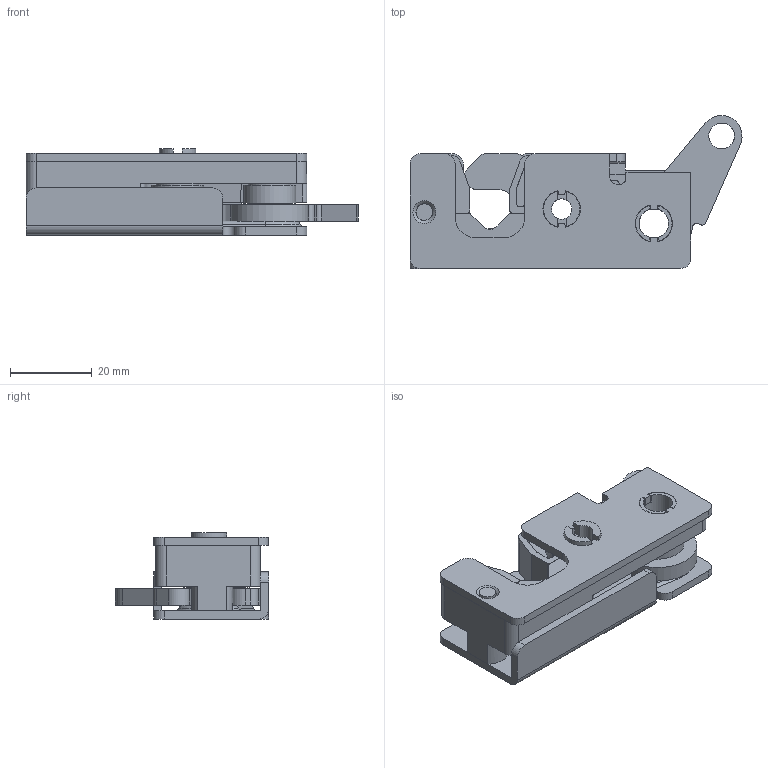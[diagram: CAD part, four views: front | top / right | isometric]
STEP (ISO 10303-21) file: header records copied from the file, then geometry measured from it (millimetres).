
FILE_DESCRIPTION(('STEP AP203'),'1');
FILE_NAME('2800.2.2.1.1.001.step','2019-09-23T12:09:04',(' '),(' '),'Spatial InterOp 3D',' ',' ');
FILE_SCHEMA(('CONFIG_CONTROL_DESIGN'));
Length unit declared in the file: millimetre
Products named in the file (9): 1; 2; 3; 4; 5; 6; 7; 8; 9
Bounding box: 81.01 x 37.35 x 21 mm (x, y, z)
Volume: 21198.8 mm3; surface area: 21130.8 mm2
Topology: 9 solids, 9 shells, 371 faces, 1006 edges, 666 vertices
Faces by surface type: plane 200, cylinder 132, cone 31, torus 8
Full cylindrical faces by diameter (mm): 4 x3, 4.2 x1, 5 x2, 5.2 x1, 6.3 x1, 7.2 x1, 8.9 x2, 9.1 x2, 10.5 x4, 10.8 x2, 10.9 x2, 12.7 x2
Entity records: 12026 total; most frequent: DIRECTION 2075, CARTESIAN_POINT 2036, ORIENTED_EDGE 1946, EDGE_CURVE 973, AXIS2_PLACEMENT_3D 726, VERTEX_POINT 658, LINE 623, VECTOR 623
